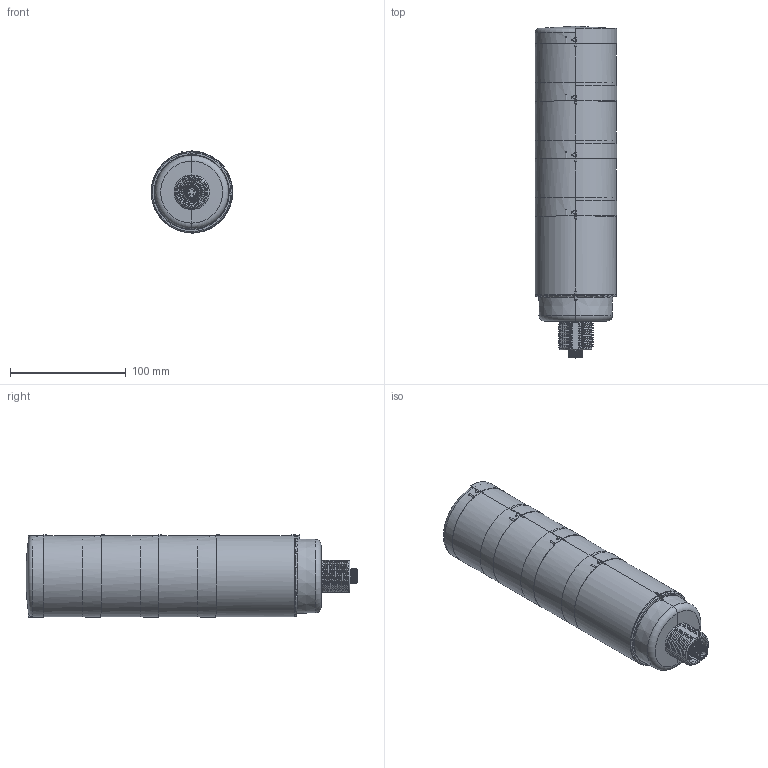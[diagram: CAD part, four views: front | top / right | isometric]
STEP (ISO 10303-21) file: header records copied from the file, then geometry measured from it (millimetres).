
FILE_DESCRIPTION((''),'2;1');
FILE_NAME('191412_ASM','2016-12-20T',('PDMAdmin'),('BANNER ENGINEERING'),'CREO PARAMETRIC BY PTC INC, 2016260','CREO PARAMETRIC BY PTC INC, 2016260','');
FILE_SCHEMA(('CONFIG_CONTROL_DESIGN'));
Length unit declared in the file: millimetre
Products named in the file (8): 180077; 190540; 183492; 183493; 180091; 191171; 30498; 191412_ASM
Assembly tree (11 placements, depth 2):
  191412_ASM
    180077
    190540
    183492  x3
    183493  x3
    180091
    191171
    30498
Bounding box: 70.5 x 286.9 x 71.25 mm (x, y, z)
Volume: 256005 mm3; surface area: 181482.6 mm2
Topology: 11 solids, 15 shells, 2926 faces, 6983 edges, 4108 vertices
Faces by surface type: bspline 953, cylinder 763, plane 498, torus 295, cone 248, sphere 169
Entity records: 101557 total; most frequent: CARTESIAN_POINT 65301, ORIENTED_EDGE 8298, DIRECTION 6535, EDGE_CURVE 4153, AXIS2_PLACEMENT_3D 2749, VERTEX_POINT 2458, EDGE_LOOP 1823, FACE_OUTER_BOUND 1744
